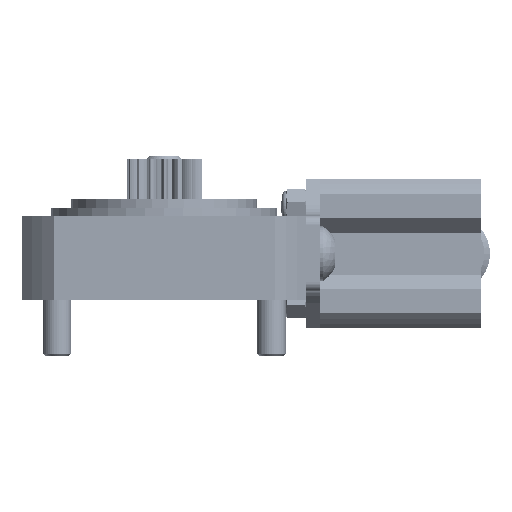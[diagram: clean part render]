
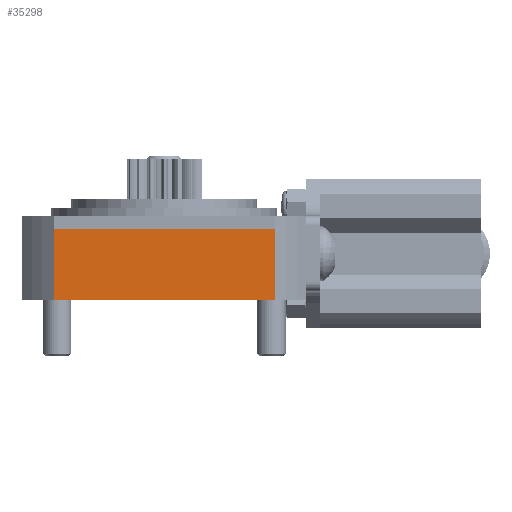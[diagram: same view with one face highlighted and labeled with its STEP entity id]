
A CAD part, front view. The second image highlights one B-rep face of the part: STEP entity #35298.
In plain terms, the highlighted face is planar.
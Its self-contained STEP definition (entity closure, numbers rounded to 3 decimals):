
#914 = VERTEX_POINT ( 'NONE', #1142 ) ;
#950 = VERTEX_POINT ( 'NONE', #41018 ) ;
#1142 = CARTESIAN_POINT ( 'NONE',  ( 24.309, -20.125, 8.583 ) ) ;
#2047 = DIRECTION ( 'NONE',  ( 0., -1., 0. ) ) ;
#2434 = CARTESIAN_POINT ( 'NONE',  ( 24.309, 16.901, 8.583 ) ) ;
#2555 = EDGE_LOOP ( 'NONE', ( #6931, #21297, #28214, #19030 ) ) ;
#3142 = EDGE_CURVE ( 'NONE', #10370, #38381, #34299, .T. ) ;
#3335 = DIRECTION ( 'NONE',  ( 0., 1., 0. ) ) ;
#6931 = ORIENTED_EDGE ( 'NONE', *, *, #18695, .F. ) ;
#8232 = CARTESIAN_POINT ( 'NONE',  ( 24.309, -20.125, -3.231 ) ) ;
#9883 = EDGE_CURVE ( 'NONE', #914, #950, #16950, .T. ) ;
#10370 = VERTEX_POINT ( 'NONE', #36391 ) ;
#13393 = DIRECTION ( 'NONE',  ( 0., 0., -1. ) ) ;
#16026 = VECTOR ( 'NONE', #3335, 1000. ) ;
#16950 = LINE ( 'NONE', #42976, #16026 ) ;
#18695 = EDGE_CURVE ( 'NONE', #950, #10370, #31551, .T. ) ;
#19030 = ORIENTED_EDGE ( 'NONE', *, *, #3142, .F. ) ;
#19308 = EDGE_CURVE ( 'NONE', #914, #38381, #43660, .T. ) ;
#20201 = CARTESIAN_POINT ( 'NONE',  ( 24.309, 16.901, -3.231 ) ) ;
#20534 = CARTESIAN_POINT ( 'NONE',  ( 24.309, -1.612, 4.583 ) ) ;
#21297 = ORIENTED_EDGE ( 'NONE', *, *, #9883, .F. ) ;
#23646 = PLANE ( 'NONE',  #43766 ) ;
#24536 = VECTOR ( 'NONE', #43421, 1000. ) ;
#28214 = ORIENTED_EDGE ( 'NONE', *, *, #19308, .T. ) ;
#28381 = CARTESIAN_POINT ( 'NONE',  ( 24.309, -20.125, 8.583 ) ) ;
#31280 = DIRECTION ( 'NONE',  ( -1., 0., 0. ) ) ;
#31551 = LINE ( 'NONE', #2434, #40533 ) ;
#34299 = LINE ( 'NONE', #20201, #43458 ) ;
#34857 = FACE_OUTER_BOUND ( 'NONE', #2555, .T. ) ;
#35298 = ADVANCED_FACE ( 'NONE', ( #34857 ), #23646, .F. ) ;
#36391 = CARTESIAN_POINT ( 'NONE',  ( 24.309, 16.901, -3.231 ) ) ;
#38381 = VERTEX_POINT ( 'NONE', #8232 ) ;
#40533 = VECTOR ( 'NONE', #13393, 1000. ) ;
#41018 = CARTESIAN_POINT ( 'NONE',  ( 24.309, 16.901, 8.583 ) ) ;
#42492 = DIRECTION ( 'NONE',  ( 0., 0., 1. ) ) ;
#42976 = CARTESIAN_POINT ( 'NONE',  ( 24.309, 0., 8.583 ) ) ;
#43421 = DIRECTION ( 'NONE',  ( 0., 0., -1. ) ) ;
#43458 = VECTOR ( 'NONE', #2047, 1000. ) ;
#43660 = LINE ( 'NONE', #28381, #24536 ) ;
#43766 = AXIS2_PLACEMENT_3D ( 'NONE', #20534, #31280, #42492 ) ;
